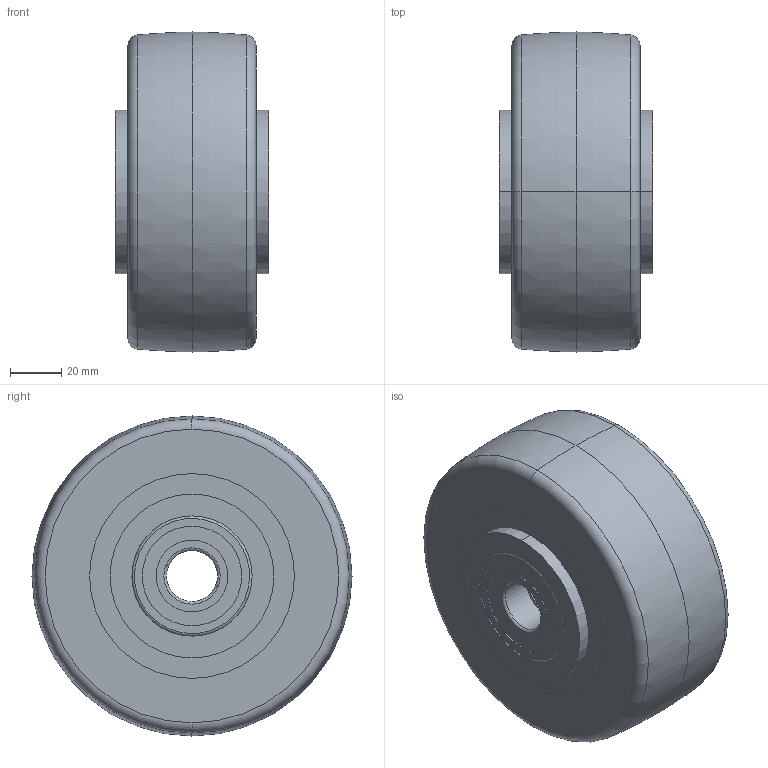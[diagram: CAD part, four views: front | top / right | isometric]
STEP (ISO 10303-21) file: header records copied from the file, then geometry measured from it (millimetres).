
FILE_DESCRIPTION (( 'STEP AP214' ), '1' );
FILE_NAME ('0051264.step', '2024-01-11T08:32:09', ( '' ), ( '' ), 'SwSTEP 2.0', 'SolidWorks 2020', '' );
FILE_SCHEMA (( 'AUTOMOTIVE_DESIGN' ));
Length unit declared in the file: millimetre
Products named in the file (1): 0051264
Bounding box: 60 x 125 x 125 mm (x, y, z)
Volume: 581753.1 mm3; surface area: 102695.1 mm2
Topology: 11 solids, 11 shells, 124 faces, 248 edges, 146 vertices
Faces by surface type: torus 52, cylinder 50, plane 22
Entity records: 4798 total; most frequent: DIRECTION 696, CARTESIAN_POINT 519, ORIENTED_EDGE 496, AXIS2_PLACEMENT_3D 323, EDGE_CURVE 248, CIRCLE 198, EDGE_LOOP 146, VERTEX_POINT 146
